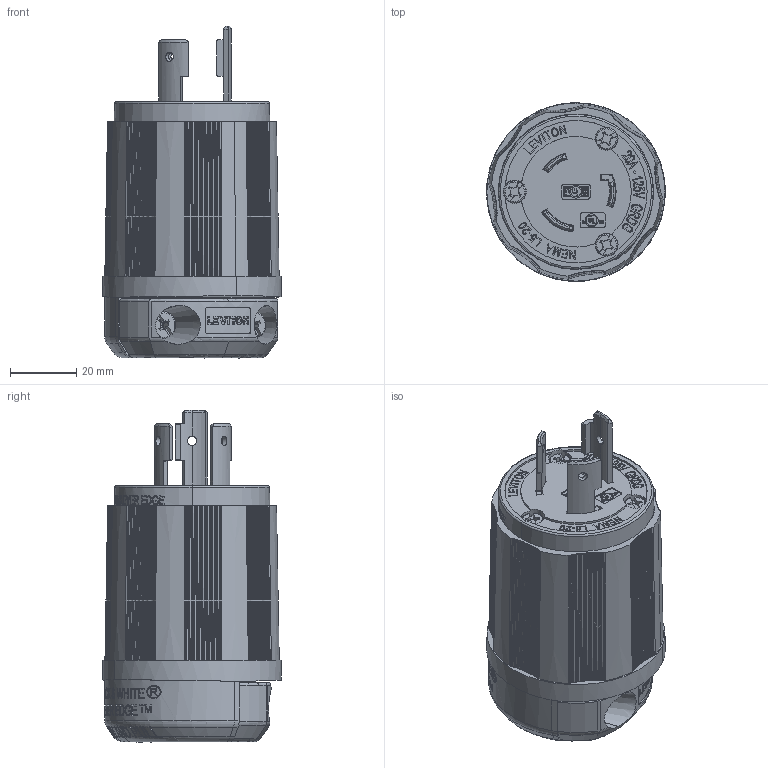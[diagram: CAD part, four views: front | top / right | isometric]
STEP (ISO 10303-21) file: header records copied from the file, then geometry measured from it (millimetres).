
FILE_DESCRIPTION (( 'STEP AP214' ), '1' );
FILE_NAME ('ORC5404-M02.STEP', '2025-10-14T12:38:03', ( '' ), ( '' ), 'SwSTEP 2.0', 'SolidWorks 2024', '' );
FILE_SCHEMA (( 'AUTOMOTIVE_DESIGN' ));
Products named in the file (1): ORC5404-M02
Bounding box: 53.79 x 53.82 x 100 mm (x, y, z)
Volume: 151599.7 mm3; surface area: 24127.9 mm2
Topology: 1 solids, 13 shells, 3182 faces, 8773 edges, 5820 vertices
Faces by surface type: plane 1747, bspline 909, cone 258, cylinder 213, torus 55
Entity records: 134366 total; most frequent: CARTESIAN_POINT 62813, ORIENTED_EDGE 17546, DIRECTION 11112, EDGE_CURVE 8773, VERTEX_POINT 5820, LINE 4580, VECTOR 4580, EDGE_LOOP 3405
